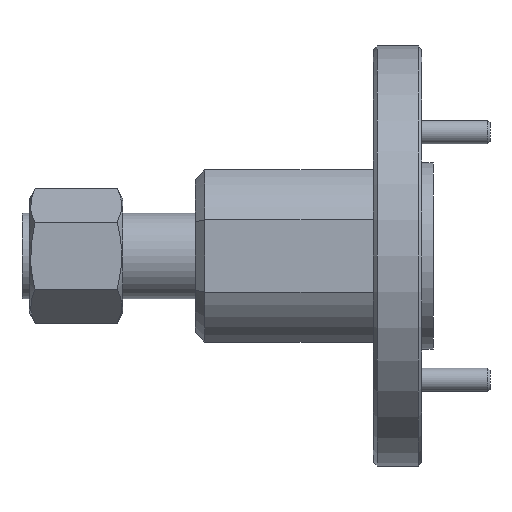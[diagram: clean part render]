
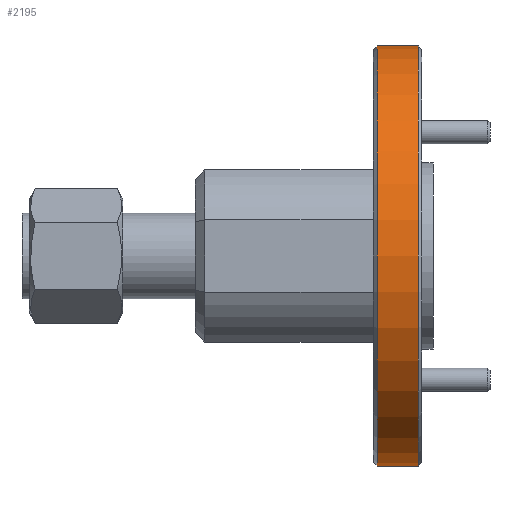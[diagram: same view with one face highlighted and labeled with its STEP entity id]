
A CAD part, front view. The second image highlights one B-rep face of the part: STEP entity #2195.
In plain terms, the highlighted cylindrical face has radius 14.287 mm (diameter 28.575 mm), a partial arc.
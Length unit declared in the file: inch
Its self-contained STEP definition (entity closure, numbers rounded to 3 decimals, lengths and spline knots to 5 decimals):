
#198 = EDGE_CURVE ( 'NONE', #9510, #2162, #9217, .T. ) ;
#310 = EDGE_CURVE ( 'NONE', #3974, #2162, #1254, .T. ) ;
#466 = CARTESIAN_POINT ( 'NONE',  ( 0.00534, -0.06051, 0.71847 ) ) ;
#1212 = CARTESIAN_POINT ( 'NONE',  ( -0.14466, -0.06051, 0.15597 ) ) ;
#1254 = LINE ( 'NONE', #466, #4167 ) ;
#1256 = ORIENTED_EDGE ( 'NONE', *, *, #198, .T. ) ;
#1330 = CIRCLE ( 'NONE', #9296, 0.5625 ) ;
#1845 = EDGE_CURVE ( 'NONE', #6794, #9510, #5563, .T. ) ;
#1875 = ORIENTED_EDGE ( 'NONE', *, *, #3004, .T. ) ;
#1972 = DIRECTION ( 'NONE',  ( 1., 0., 0. ) ) ;
#2162 = VERTEX_POINT ( 'NONE', #8475 ) ;
#2195 = ADVANCED_FACE ( 'NONE', ( #5326 ), #2720, .T. ) ;
#2461 = AXIS2_PLACEMENT_3D ( 'NONE', #5433, #3254, #6929 ) ;
#2720 = CYLINDRICAL_SURFACE ( 'NONE', #2461, 0.5625 ) ;
#3004 = EDGE_CURVE ( 'NONE', #3974, #6794, #1330, .T. ) ;
#3254 = DIRECTION ( 'NONE',  ( 1., 0., 0. ) ) ;
#3281 = ORIENTED_EDGE ( 'NONE', *, *, #1845, .T. ) ;
#3559 = VECTOR ( 'NONE', #8152, 39.37008 ) ;
#3974 = VERTEX_POINT ( 'NONE', #7357 ) ;
#4167 = VECTOR ( 'NONE', #6437, 39.37008 ) ;
#4788 = DIRECTION ( 'NONE',  ( -1., 0., 0. ) ) ;
#4846 = ORIENTED_EDGE ( 'NONE', *, *, #310, .F. ) ;
#5326 = FACE_OUTER_BOUND ( 'NONE', #6816, .T. ) ;
#5433 = CARTESIAN_POINT ( 'NONE',  ( 0.00534, -0.06051, 0.15597 ) ) ;
#5541 = DIRECTION ( 'NONE',  ( 0., 0., -1. ) ) ;
#5563 = LINE ( 'NONE', #8184, #3559 ) ;
#6437 = DIRECTION ( 'NONE',  ( 1., 0., 0. ) ) ;
#6501 = DIRECTION ( 'NONE',  ( 0., 0., 1. ) ) ;
#6794 = VERTEX_POINT ( 'NONE', #6866 ) ;
#6816 = EDGE_LOOP ( 'NONE', ( #4846, #1875, #3281, #1256 ) ) ;
#6866 = CARTESIAN_POINT ( 'NONE',  ( -0.14466, -0.06051, -0.40653 ) ) ;
#6929 = DIRECTION ( 'NONE',  ( 0., 0., -1. ) ) ;
#7041 = CARTESIAN_POINT ( 'NONE',  ( -0.03466, -0.06051, 0.15597 ) ) ;
#7284 = AXIS2_PLACEMENT_3D ( 'NONE', #7041, #4788, #5541 ) ;
#7357 = CARTESIAN_POINT ( 'NONE',  ( -0.14466, -0.06051, 0.71847 ) ) ;
#8152 = DIRECTION ( 'NONE',  ( 1., 0., 0. ) ) ;
#8184 = CARTESIAN_POINT ( 'NONE',  ( 0.00534, -0.06051, -0.40653 ) ) ;
#8475 = CARTESIAN_POINT ( 'NONE',  ( -0.03466, -0.06051, 0.71847 ) ) ;
#9071 = CARTESIAN_POINT ( 'NONE',  ( -0.03466, -0.06051, -0.40653 ) ) ;
#9217 = CIRCLE ( 'NONE', #7284, 0.5625 ) ;
#9296 = AXIS2_PLACEMENT_3D ( 'NONE', #1212, #1972, #6501 ) ;
#9510 = VERTEX_POINT ( 'NONE', #9071 ) ;
